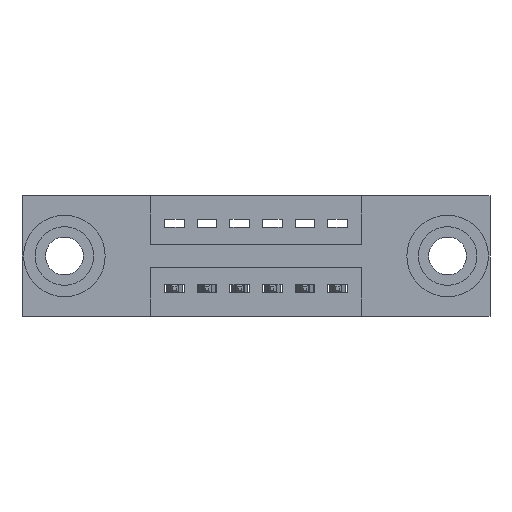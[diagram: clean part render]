
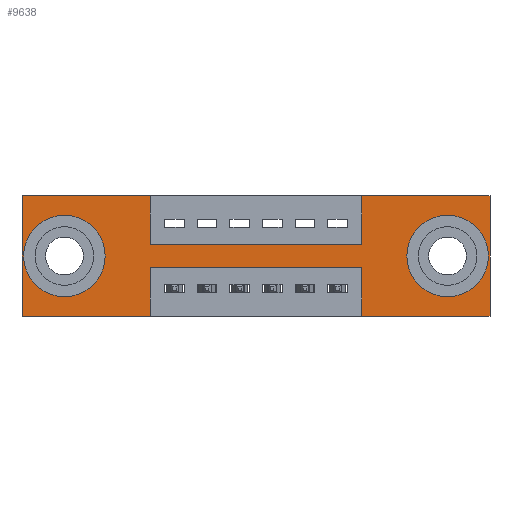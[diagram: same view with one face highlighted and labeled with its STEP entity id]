
A CAD part, front view. The second image highlights one B-rep face of the part: STEP entity #9638.
In plain terms, the highlighted planar face has unit normal (0, -1, 0).
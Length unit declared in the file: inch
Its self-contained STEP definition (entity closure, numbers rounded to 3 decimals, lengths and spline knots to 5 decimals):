
#12 = CARTESIAN_POINT ( 'NONE',  ( 1.435, 0., -0.37 ) ) ;
#102 = VERTEX_POINT ( 'NONE', #6946 ) ;
#116 = CARTESIAN_POINT ( 'NONE',  ( 1.305, 0., -0.185 ) ) ;
#132 = VERTEX_POINT ( 'NONE', #5554 ) ;
#233 = EDGE_CURVE ( 'NONE', #7368, #1454, #2060, .T. ) ;
#262 = ORIENTED_EDGE ( 'NONE', *, *, #7870, .F. ) ;
#704 = LINE ( 'NONE', #7454, #6690 ) ;
#711 = DIRECTION ( 'NONE',  ( 0., -1., 0. ) ) ;
#836 = AXIS2_PLACEMENT_3D ( 'NONE', #7824, #4114, #3180 ) ;
#848 = VECTOR ( 'NONE', #1673, 39.37008 ) ;
#870 = EDGE_CURVE ( 'NONE', #6418, #1241, #8966, .T. ) ;
#988 = DIRECTION ( 'NONE',  ( 0., 0., 1. ) ) ;
#1066 = VERTEX_POINT ( 'NONE', #2811 ) ;
#1176 = EDGE_CURVE ( 'NONE', #2104, #7136, #5487, .T. ) ;
#1204 = EDGE_CURVE ( 'NONE', #102, #9036, #7758, .T. ) ;
#1241 = VERTEX_POINT ( 'NONE', #2118 ) ;
#1307 = CARTESIAN_POINT ( 'NONE',  ( 0., 0., 0. ) ) ;
#1413 = CARTESIAN_POINT ( 'NONE',  ( 0., 0., -0.37 ) ) ;
#1454 = VERTEX_POINT ( 'NONE', #2315 ) ;
#1465 = VERTEX_POINT ( 'NONE', #1639 ) ;
#1500 = EDGE_CURVE ( 'NONE', #9036, #1465, #4911, .T. ) ;
#1506 = EDGE_CURVE ( 'NONE', #8645, #4609, #4662, .T. ) ;
#1512 = DIRECTION ( 'NONE',  ( 0., 1., 0. ) ) ;
#1546 = DIRECTION ( 'NONE',  ( 0., 0., 1. ) ) ;
#1571 = AXIS2_PLACEMENT_3D ( 'NONE', #6666, #7497, #1986 ) ;
#1639 = CARTESIAN_POINT ( 'NONE',  ( 1.0425, 0., -0.37 ) ) ;
#1659 = DIRECTION ( 'NONE',  ( 0., 0., -1. ) ) ;
#1673 = DIRECTION ( 'NONE',  ( 0., 0., -1. ) ) ;
#1696 = CARTESIAN_POINT ( 'NONE',  ( 0.3925, 0., 0. ) ) ;
#1765 = DIRECTION ( 'NONE',  ( 0., 0., 1. ) ) ;
#1780 = ORIENTED_EDGE ( 'NONE', *, *, #2482, .F. ) ;
#1888 = CARTESIAN_POINT ( 'NONE',  ( 0., 0., 0. ) ) ;
#1957 = DIRECTION ( 'NONE',  ( 1., 0., 0. ) ) ;
#1965 = LINE ( 'NONE', #1888, #4920 ) ;
#1986 = DIRECTION ( 'NONE',  ( 0., 0., -1. ) ) ;
#2016 = EDGE_LOOP ( 'NONE', ( #6127, #3261 ) ) ;
#2060 = LINE ( 'NONE', #4808, #848 ) ;
#2104 = VERTEX_POINT ( 'NONE', #5701 ) ;
#2113 = CARTESIAN_POINT ( 'NONE',  ( 1.0425, 0., 0. ) ) ;
#2118 = CARTESIAN_POINT ( 'NONE',  ( 1.305, 0., -0.107 ) ) ;
#2283 = ORIENTED_EDGE ( 'NONE', *, *, #8062, .F. ) ;
#2315 = CARTESIAN_POINT ( 'NONE',  ( 0.3925, 0., -0.37 ) ) ;
#2330 = AXIS2_PLACEMENT_3D ( 'NONE', #6928, #1512, #1546 ) ;
#2482 = EDGE_CURVE ( 'NONE', #7136, #6824, #5512, .T. ) ;
#2730 = CARTESIAN_POINT ( 'NONE',  ( 1.435, 0., 0. ) ) ;
#2768 = CARTESIAN_POINT ( 'NONE',  ( 0.3925, 0., -0.15 ) ) ;
#2803 = EDGE_CURVE ( 'NONE', #4609, #8645, #8489, .T. ) ;
#2809 = ORIENTED_EDGE ( 'NONE', *, *, #7366, .F. ) ;
#2811 = CARTESIAN_POINT ( 'NONE',  ( 1.0425, 0., -0.22 ) ) ;
#2904 = VECTOR ( 'NONE', #5060, 39.37008 ) ;
#3180 = DIRECTION ( 'NONE',  ( 0., 0., 1. ) ) ;
#3235 = ORIENTED_EDGE ( 'NONE', *, *, #1204, .F. ) ;
#3261 = ORIENTED_EDGE ( 'NONE', *, *, #870, .T. ) ;
#3392 = VERTEX_POINT ( 'NONE', #1307 ) ;
#3421 = VECTOR ( 'NONE', #1765, 39.37008 ) ;
#3437 = ORIENTED_EDGE ( 'NONE', *, *, #1506, .T. ) ;
#3562 = EDGE_CURVE ( 'NONE', #3392, #5314, #704, .T. ) ;
#3644 = AXIS2_PLACEMENT_3D ( 'NONE', #116, #6363, #1659 ) ;
#3833 = FACE_BOUND ( 'NONE', #2016, .T. ) ;
#3901 = CARTESIAN_POINT ( 'NONE',  ( 0., 0., -0.37 ) ) ;
#4114 = DIRECTION ( 'NONE',  ( 0., 1., 0. ) ) ;
#4331 = DIRECTION ( 'NONE',  ( 1., 0., 0. ) ) ;
#4409 = CARTESIAN_POINT ( 'NONE',  ( 0., 0., 0. ) ) ;
#4578 = LINE ( 'NONE', #5686, #6164 ) ;
#4597 = EDGE_LOOP ( 'NONE', ( #6729, #2283, #5902, #7223, #3235, #2809, #1780, #5784, #4971, #7828, #262, #7384 ) ) ;
#4609 = VERTEX_POINT ( 'NONE', #8069 ) ;
#4662 = CIRCLE ( 'NONE', #836, 0.078 ) ;
#4762 = AXIS2_PLACEMENT_3D ( 'NONE', #3901, #711, #7849 ) ;
#4808 = CARTESIAN_POINT ( 'NONE',  ( 0.3925, 0., -0.37 ) ) ;
#4865 = VECTOR ( 'NONE', #7536, 39.37008 ) ;
#4911 = LINE ( 'NONE', #5625, #9216 ) ;
#4920 = VECTOR ( 'NONE', #9679, 39.37008 ) ;
#4971 = ORIENTED_EDGE ( 'NONE', *, *, #7064, .F. ) ;
#5060 = DIRECTION ( 'NONE',  ( 0., 0., -1. ) ) ;
#5222 = VECTOR ( 'NONE', #7881, 39.37008 ) ;
#5314 = VERTEX_POINT ( 'NONE', #1696 ) ;
#5487 = LINE ( 'NONE', #2768, #6576 ) ;
#5512 = LINE ( 'NONE', #2113, #3421 ) ;
#5554 = CARTESIAN_POINT ( 'NONE',  ( 0., 0., -0.37 ) ) ;
#5625 = CARTESIAN_POINT ( 'NONE',  ( 0., 0., -0.37 ) ) ;
#5651 = DIRECTION ( 'NONE',  ( 0., 0., -1. ) ) ;
#5686 = CARTESIAN_POINT ( 'NONE',  ( 1.0425, 0., -0.37 ) ) ;
#5701 = CARTESIAN_POINT ( 'NONE',  ( 0.3925, 0., -0.15 ) ) ;
#5784 = ORIENTED_EDGE ( 'NONE', *, *, #1176, .F. ) ;
#5788 = VECTOR ( 'NONE', #9876, 39.37008 ) ;
#5832 = EDGE_LOOP ( 'NONE', ( #3437, #5883 ) ) ;
#5883 = ORIENTED_EDGE ( 'NONE', *, *, #2803, .T. ) ;
#5902 = ORIENTED_EDGE ( 'NONE', *, *, #9700, .F. ) ;
#5962 = LINE ( 'NONE', #8609, #5222 ) ;
#6127 = ORIENTED_EDGE ( 'NONE', *, *, #6661, .T. ) ;
#6164 = VECTOR ( 'NONE', #988, 39.37008 ) ;
#6363 = DIRECTION ( 'NONE',  ( 0., 1., 0. ) ) ;
#6383 = CARTESIAN_POINT ( 'NONE',  ( 1.305, 0., -0.263 ) ) ;
#6418 = VERTEX_POINT ( 'NONE', #6383 ) ;
#6436 = DIRECTION ( 'NONE',  ( -1., 0., 0. ) ) ;
#6576 = VECTOR ( 'NONE', #4331, 39.37008 ) ;
#6661 = EDGE_CURVE ( 'NONE', #1241, #6418, #9374, .T. ) ;
#6666 = CARTESIAN_POINT ( 'NONE',  ( 1.305, 0., -0.185 ) ) ;
#6690 = VECTOR ( 'NONE', #1957, 39.37008 ) ;
#6729 = ORIENTED_EDGE ( 'NONE', *, *, #233, .F. ) ;
#6824 = VERTEX_POINT ( 'NONE', #9121 ) ;
#6849 = EDGE_CURVE ( 'NONE', #1454, #132, #7561, .T. ) ;
#6881 = CARTESIAN_POINT ( 'NONE',  ( 0.13, 0., -0.107 ) ) ;
#6928 = CARTESIAN_POINT ( 'NONE',  ( 0.13, 0., -0.185 ) ) ;
#6935 = PLANE ( 'NONE',  #4762 ) ;
#6946 = CARTESIAN_POINT ( 'NONE',  ( 1.435, 0., 0. ) ) ;
#7064 = EDGE_CURVE ( 'NONE', #5314, #2104, #8151, .T. ) ;
#7136 = VERTEX_POINT ( 'NONE', #8820 ) ;
#7145 = CARTESIAN_POINT ( 'NONE',  ( 0.3925, 0., 0. ) ) ;
#7223 = ORIENTED_EDGE ( 'NONE', *, *, #1500, .F. ) ;
#7366 = EDGE_CURVE ( 'NONE', #6824, #102, #1965, .T. ) ;
#7368 = VERTEX_POINT ( 'NONE', #8161 ) ;
#7384 = ORIENTED_EDGE ( 'NONE', *, *, #6849, .F. ) ;
#7454 = CARTESIAN_POINT ( 'NONE',  ( 0., 0., 0. ) ) ;
#7470 = FACE_OUTER_BOUND ( 'NONE', #4597, .T. ) ;
#7497 = DIRECTION ( 'NONE',  ( 0., 1., 0. ) ) ;
#7536 = DIRECTION ( 'NONE',  ( 0., 0., 1. ) ) ;
#7561 = LINE ( 'NONE', #1413, #5788 ) ;
#7758 = LINE ( 'NONE', #2730, #2904 ) ;
#7824 = CARTESIAN_POINT ( 'NONE',  ( 0.13, 0., -0.185 ) ) ;
#7828 = ORIENTED_EDGE ( 'NONE', *, *, #3562, .F. ) ;
#7849 = DIRECTION ( 'NONE',  ( 0., 0., -1. ) ) ;
#7870 = EDGE_CURVE ( 'NONE', #132, #3392, #8946, .T. ) ;
#7881 = DIRECTION ( 'NONE',  ( -1., 0., 0. ) ) ;
#8062 = EDGE_CURVE ( 'NONE', #1066, #7368, #5962, .T. ) ;
#8069 = CARTESIAN_POINT ( 'NONE',  ( 0.13, 0., -0.263 ) ) ;
#8151 = LINE ( 'NONE', #7145, #9361 ) ;
#8161 = CARTESIAN_POINT ( 'NONE',  ( 0.3925, 0., -0.22 ) ) ;
#8415 = FACE_BOUND ( 'NONE', #5832, .T. ) ;
#8489 = CIRCLE ( 'NONE', #2330, 0.078 ) ;
#8609 = CARTESIAN_POINT ( 'NONE',  ( 0.3925, 0., -0.22 ) ) ;
#8645 = VERTEX_POINT ( 'NONE', #6881 ) ;
#8820 = CARTESIAN_POINT ( 'NONE',  ( 1.0425, 0., -0.15 ) ) ;
#8946 = LINE ( 'NONE', #4409, #4865 ) ;
#8966 = CIRCLE ( 'NONE', #3644, 0.078 ) ;
#9036 = VERTEX_POINT ( 'NONE', #12 ) ;
#9121 = CARTESIAN_POINT ( 'NONE',  ( 1.0425, 0., 0. ) ) ;
#9216 = VECTOR ( 'NONE', #6436, 39.37008 ) ;
#9361 = VECTOR ( 'NONE', #5651, 39.37008 ) ;
#9374 = CIRCLE ( 'NONE', #1571, 0.078 ) ;
#9638 = ADVANCED_FACE ( 'NONE', ( #3833, #8415, #7470 ), #6935, .T. ) ;
#9679 = DIRECTION ( 'NONE',  ( 1., 0., 0. ) ) ;
#9700 = EDGE_CURVE ( 'NONE', #1465, #1066, #4578, .T. ) ;
#9876 = DIRECTION ( 'NONE',  ( -1., 0., 0. ) ) ;
